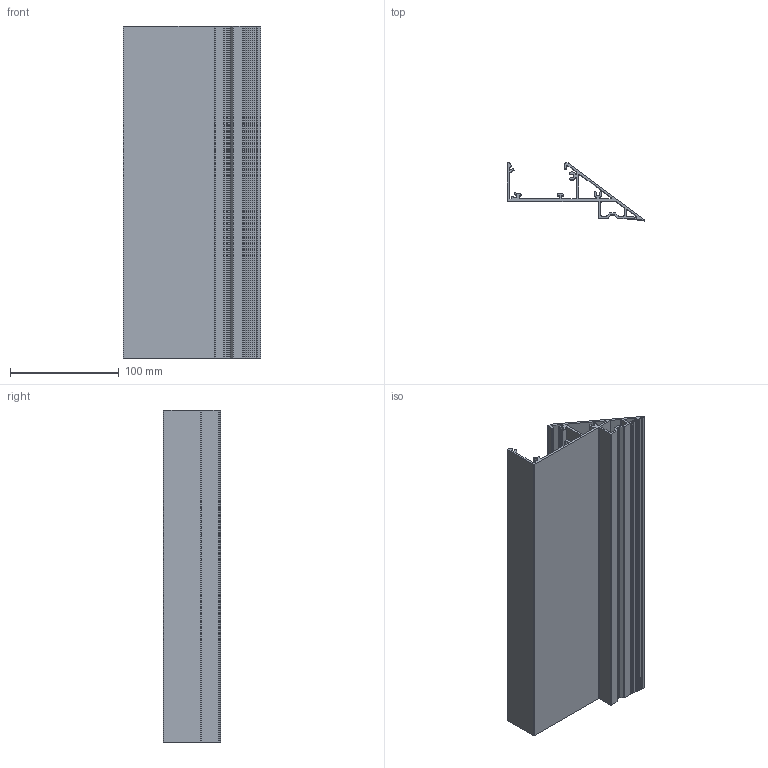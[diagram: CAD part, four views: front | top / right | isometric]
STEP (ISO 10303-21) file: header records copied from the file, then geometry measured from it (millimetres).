
FILE_DESCRIPTION (( 'STEP AP203' ), '1' );
FILE_NAME ('BKT-000325-01.STEP', '2023-04-28T19:08:52', ( '' ), ( '' ), 'SwSTEP 2.0', 'SolidWorks 2022', '' );
FILE_SCHEMA (( 'CONFIG_CONTROL_DESIGN' ));
Length unit declared in the file: millimetre
Products named in the file (1): BKT-000325-01
Bounding box: 126.59 x 52.79 x 304.8 mm (x, y, z)
Volume: 221441.4 mm3; surface area: 212099 mm2
Topology: 1 solids, 1 shells, 178 faces, 524 edges, 348 vertices
Faces by surface type: cylinder 111, plane 67
Entity records: 6099 total; most frequent: DIRECTION 1092, CARTESIAN_POINT 1063, ORIENTED_EDGE 1048, EDGE_CURVE 524, AXIS2_PLACEMENT_3D 393, VERTEX_POINT 348, LINE 306, VECTOR 306
